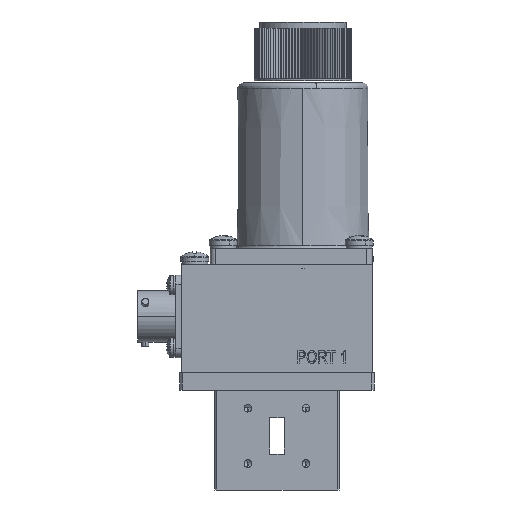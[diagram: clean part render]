
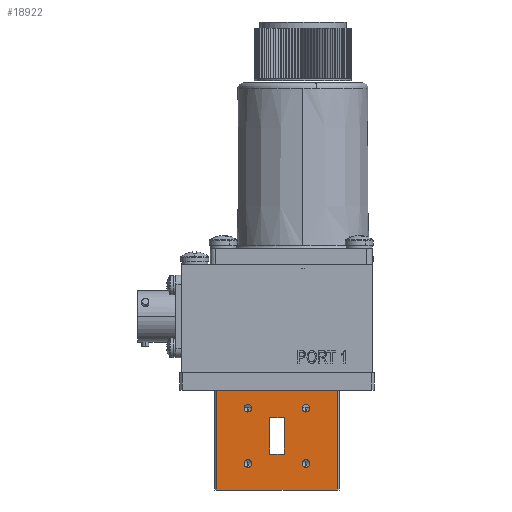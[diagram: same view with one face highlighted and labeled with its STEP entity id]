
A CAD part, left-side view. The second image highlights one B-rep face of the part: STEP entity #18922.
In plain terms, the highlighted planar face has unit normal (-1, 0, 0).
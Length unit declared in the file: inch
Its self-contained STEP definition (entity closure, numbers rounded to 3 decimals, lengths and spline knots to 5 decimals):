
#10011 = VERTEX_POINT ( 'NONE', #35723 ) ;
#10512 = VERTEX_POINT ( 'NONE', #34810 ) ;
#10546 = VERTEX_POINT ( 'NONE', #35879 ) ;
#11386 = VERTEX_POINT ( 'NONE', #35047 ) ;
#12585 = EDGE_LOOP ( 'NONE', ( #42396, #42395 ) ) ;
#12631 = EDGE_LOOP ( 'NONE', ( #41469, #41468, #41466, #41465 ) ) ;
#12632 = EDGE_LOOP ( 'NONE', ( #42394, #42392 ) ) ;
#12633 = EDGE_LOOP ( 'NONE', ( #42391, #42389 ) ) ;
#12634 = EDGE_LOOP ( 'NONE', ( #42387, #42390 ) ) ;
#12815 = EDGE_LOOP ( 'NONE', ( #42385, #42388, #42383, #42381 ) ) ;
#13090 = CIRCLE ( 'NONE', #65956, 0.0445 ) ;
#13269 = CIRCLE ( 'NONE', #65689, 0.0445 ) ;
#14031 = CIRCLE ( 'NONE', #65829, 0.0445 ) ;
#14044 = LINE ( 'NONE', #76268, #14046 ) ;
#14046 = VECTOR ( 'NONE', #76269, 39.37008 ) ;
#14064 = VECTOR ( 'NONE', #76305, 39.37008 ) ;
#14084 = CIRCLE ( 'NONE', #65826, 0.0445 ) ;
#14091 = LINE ( 'NONE', #76299, #14095 ) ;
#14095 = VECTOR ( 'NONE', #76300, 39.37008 ) ;
#14101 = LINE ( 'NONE', #76298, #14064 ) ;
#14104 = LINE ( 'NONE', #76306, #14115 ) ;
#14115 = VECTOR ( 'NONE', #76307, 39.37008 ) ;
#14132 = VECTOR ( 'NONE', #76320, 39.37008 ) ;
#14135 = LINE ( 'NONE', #76319, #14132 ) ;
#14264 = LINE ( 'NONE', #76419, #14274 ) ;
#14274 = VECTOR ( 'NONE', #76423, 39.37008 ) ;
#14352 = LINE ( 'NONE', #76490, #14394 ) ;
#14368 = CIRCLE ( 'NONE', #65887, 0.0445 ) ;
#14387 = CIRCLE ( 'NONE', #65898, 0.0445 ) ;
#14394 = VECTOR ( 'NONE', #76491, 39.37008 ) ;
#14400 = CIRCLE ( 'NONE', #65881, 0.0445 ) ;
#14433 = VECTOR ( 'NONE', #76541, 39.37008 ) ;
#14435 = CIRCLE ( 'NONE', #65907, 0.0445 ) ;
#14456 = LINE ( 'NONE', #76532, #14433 ) ;
#15632 = FACE_BOUND ( 'NONE', #12632, .T. ) ;
#15663 = FACE_BOUND ( 'NONE', #12815, .T. ) ;
#15678 = FACE_BOUND ( 'NONE', #12585, .T. ) ;
#15718 = FACE_OUTER_BOUND ( 'NONE', #12631, .T. ) ;
#15725 = FACE_BOUND ( 'NONE', #12633, .T. ) ;
#15731 = FACE_BOUND ( 'NONE', #12634, .T. ) ;
#17874 = EDGE_CURVE ( 'NONE', #31102, #30976, #13269, .T. ) ;
#18190 = EDGE_CURVE ( 'NONE', #31165, #31016, #14031, .T. ) ;
#18202 = EDGE_CURVE ( 'NONE', #10546, #11386, #14044, .T. ) ;
#18230 = EDGE_CURVE ( 'NONE', #30976, #31102, #14084, .T. ) ;
#18240 = EDGE_CURVE ( 'NONE', #10512, #10011, #14091, .T. ) ;
#18246 = EDGE_CURVE ( 'NONE', #30736, #30987, #14101, .T. ) ;
#18249 = EDGE_CURVE ( 'NONE', #31009, #30958, #14104, .T. ) ;
#18262 = EDGE_CURVE ( 'NONE', #10011, #11386, #14135, .T. ) ;
#18387 = EDGE_CURVE ( 'NONE', #10546, #10512, #14264, .T. ) ;
#18434 = EDGE_CURVE ( 'NONE', #31103, #31006, #14368, .T. ) ;
#18437 = EDGE_CURVE ( 'NONE', #31016, #31165, #14400, .T. ) ;
#18443 = EDGE_CURVE ( 'NONE', #31006, #31103, #14387, .T. ) ;
#18445 = EDGE_CURVE ( 'NONE', #30958, #30736, #14352, .T. ) ;
#18465 = EDGE_CURVE ( 'NONE', #30966, #30996, #14435, .T. ) ;
#18471 = EDGE_CURVE ( 'NONE', #30987, #31009, #14456, .T. ) ;
#18531 = EDGE_CURVE ( 'NONE', #30996, #30966, #13090, .T. ) ;
#18922 = ADVANCED_FACE ( 'NONE', ( #15678, #15632, #15725, #15731, #15663, #15718 ), #71595, .F. ) ;
#30736 = VERTEX_POINT ( 'NONE', #46983 ) ;
#30958 = VERTEX_POINT ( 'NONE', #46729 ) ;
#30966 = VERTEX_POINT ( 'NONE', #46721 ) ;
#30976 = VERTEX_POINT ( 'NONE', #46711 ) ;
#30987 = VERTEX_POINT ( 'NONE', #46746 ) ;
#30996 = VERTEX_POINT ( 'NONE', #46519 ) ;
#31006 = VERTEX_POINT ( 'NONE', #46754 ) ;
#31009 = VERTEX_POINT ( 'NONE', #46526 ) ;
#31016 = VERTEX_POINT ( 'NONE', #46777 ) ;
#31102 = VERTEX_POINT ( 'NONE', #38818 ) ;
#31103 = VERTEX_POINT ( 'NONE', #38813 ) ;
#31165 = VERTEX_POINT ( 'NONE', #38988 ) ;
#34810 = CARTESIAN_POINT ( 'NONE',  ( -0.718, 0.698, 0. ) ) ;
#35047 = CARTESIAN_POINT ( 'NONE',  ( -0.718, -0.698, 1.153 ) ) ;
#35723 = CARTESIAN_POINT ( 'NONE',  ( -0.718, -0.698, 0. ) ) ;
#35879 = CARTESIAN_POINT ( 'NONE',  ( -0.718, 0.698, 1.153 ) ) ;
#38813 = CARTESIAN_POINT ( 'NONE',  ( -0.718, -0.335, 0.9005 ) ) ;
#38818 = CARTESIAN_POINT ( 'NONE',  ( -0.718, 0.335, 0.3495 ) ) ;
#38988 = CARTESIAN_POINT ( 'NONE',  ( -0.718, -0.335, 0.3495 ) ) ;
#41465 = ORIENTED_EDGE ( 'NONE', *, *, #18387, .T. ) ;
#41466 = ORIENTED_EDGE ( 'NONE', *, *, #18202, .F. ) ;
#41468 = ORIENTED_EDGE ( 'NONE', *, *, #18262, .T. ) ;
#41469 = ORIENTED_EDGE ( 'NONE', *, *, #18240, .T. ) ;
#42381 = ORIENTED_EDGE ( 'NONE', *, *, #18249, .F. ) ;
#42383 = ORIENTED_EDGE ( 'NONE', *, *, #18445, .F. ) ;
#42385 = ORIENTED_EDGE ( 'NONE', *, *, #18471, .F. ) ;
#42387 = ORIENTED_EDGE ( 'NONE', *, *, #17874, .F. ) ;
#42388 = ORIENTED_EDGE ( 'NONE', *, *, #18246, .F. ) ;
#42389 = ORIENTED_EDGE ( 'NONE', *, *, #18437, .F. ) ;
#42390 = ORIENTED_EDGE ( 'NONE', *, *, #18230, .F. ) ;
#42391 = ORIENTED_EDGE ( 'NONE', *, *, #18190, .F. ) ;
#42392 = ORIENTED_EDGE ( 'NONE', *, *, #18434, .F. ) ;
#42394 = ORIENTED_EDGE ( 'NONE', *, *, #18443, .F. ) ;
#42395 = ORIENTED_EDGE ( 'NONE', *, *, #18465, .F. ) ;
#42396 = ORIENTED_EDGE ( 'NONE', *, *, #18531, .F. ) ;
#45096 = AXIS2_PLACEMENT_3D ( 'NONE', #71616, #71499, #71497 ) ;
#46519 = CARTESIAN_POINT ( 'NONE',  ( -0.718, 0.335, 0.9895 ) ) ;
#46526 = CARTESIAN_POINT ( 'NONE',  ( -0.718, 0.085, 0.415 ) ) ;
#46711 = CARTESIAN_POINT ( 'NONE',  ( -0.718, 0.335, 0.2605 ) ) ;
#46721 = CARTESIAN_POINT ( 'NONE',  ( -0.718, 0.335, 0.9005 ) ) ;
#46729 = CARTESIAN_POINT ( 'NONE',  ( -0.718, -0.085, 0.415 ) ) ;
#46746 = CARTESIAN_POINT ( 'NONE',  ( -0.718, 0.085, 0.835 ) ) ;
#46754 = CARTESIAN_POINT ( 'NONE',  ( -0.718, -0.335, 0.9895 ) ) ;
#46777 = CARTESIAN_POINT ( 'NONE',  ( -0.718, -0.335, 0.2605 ) ) ;
#46983 = CARTESIAN_POINT ( 'NONE',  ( -0.718, -0.085, 0.835 ) ) ;
#57104 = CARTESIAN_POINT ( 'NONE',  ( -0.718, 0.335, 0.305 ) ) ;
#57110 = DIRECTION ( 'NONE',  ( -1., 0., 0. ) ) ;
#57199 = DIRECTION ( 'NONE',  ( 0., 0., 1. ) ) ;
#65689 = AXIS2_PLACEMENT_3D ( 'NONE', #57104, #57110, #57199 ) ;
#65826 = AXIS2_PLACEMENT_3D ( 'NONE', #76284, #76289, #76290 ) ;
#65829 = AXIS2_PLACEMENT_3D ( 'NONE', #76248, #76257, #76258 ) ;
#65881 = AXIS2_PLACEMENT_3D ( 'NONE', #76477, #76478, #76479 ) ;
#65887 = AXIS2_PLACEMENT_3D ( 'NONE', #76472, #76473, #76474 ) ;
#65898 = AXIS2_PLACEMENT_3D ( 'NONE', #76481, #76488, #76489 ) ;
#65907 = AXIS2_PLACEMENT_3D ( 'NONE', #76526, #76814, #76815 ) ;
#65956 = AXIS2_PLACEMENT_3D ( 'NONE', #76636, #76645, #76646 ) ;
#71497 = DIRECTION ( 'NONE',  ( 0., 1., 0. ) ) ;
#71499 = DIRECTION ( 'NONE',  ( 1., 0., 0. ) ) ;
#71595 = PLANE ( 'NONE',  #45096 ) ;
#71616 = CARTESIAN_POINT ( 'NONE',  ( -0.718, 0.718, 1.153 ) ) ;
#76248 = CARTESIAN_POINT ( 'NONE',  ( -0.718, -0.335, 0.305 ) ) ;
#76257 = DIRECTION ( 'NONE',  ( -1., 0., 0. ) ) ;
#76258 = DIRECTION ( 'NONE',  ( 0., 0., 1. ) ) ;
#76268 = CARTESIAN_POINT ( 'NONE',  ( -0.718, 0.718, 1.153 ) ) ;
#76269 = DIRECTION ( 'NONE',  ( 0., -1., 0. ) ) ;
#76284 = CARTESIAN_POINT ( 'NONE',  ( -0.718, 0.335, 0.305 ) ) ;
#76289 = DIRECTION ( 'NONE',  ( -1., 0., 0. ) ) ;
#76290 = DIRECTION ( 'NONE',  ( 0., 0., 1. ) ) ;
#76298 = CARTESIAN_POINT ( 'NONE',  ( -0.718, 0.085, 0.835 ) ) ;
#76299 = CARTESIAN_POINT ( 'NONE',  ( -0.718, 0.718, 0. ) ) ;
#76300 = DIRECTION ( 'NONE',  ( 0., -1., 0. ) ) ;
#76305 = DIRECTION ( 'NONE',  ( 0., 1., 0. ) ) ;
#76306 = CARTESIAN_POINT ( 'NONE',  ( -0.718, 0.085, 0.415 ) ) ;
#76307 = DIRECTION ( 'NONE',  ( 0., -1., 0. ) ) ;
#76319 = CARTESIAN_POINT ( 'NONE',  ( -0.718, -0.698, 1.153 ) ) ;
#76320 = DIRECTION ( 'NONE',  ( 0., 0., 1. ) ) ;
#76419 = CARTESIAN_POINT ( 'NONE',  ( -0.718, 0.698, 1.153 ) ) ;
#76423 = DIRECTION ( 'NONE',  ( 0., 0., -1. ) ) ;
#76472 = CARTESIAN_POINT ( 'NONE',  ( -0.718, -0.335, 0.945 ) ) ;
#76473 = DIRECTION ( 'NONE',  ( -1., 0., 0. ) ) ;
#76474 = DIRECTION ( 'NONE',  ( 0., 0., 1. ) ) ;
#76477 = CARTESIAN_POINT ( 'NONE',  ( -0.718, -0.335, 0.305 ) ) ;
#76478 = DIRECTION ( 'NONE',  ( -1., 0., 0. ) ) ;
#76479 = DIRECTION ( 'NONE',  ( 0., 0., 1. ) ) ;
#76481 = CARTESIAN_POINT ( 'NONE',  ( -0.718, -0.335, 0.945 ) ) ;
#76488 = DIRECTION ( 'NONE',  ( -1., 0., 0. ) ) ;
#76489 = DIRECTION ( 'NONE',  ( 0., 0., 1. ) ) ;
#76490 = CARTESIAN_POINT ( 'NONE',  ( -0.718, -0.085, 0.835 ) ) ;
#76491 = DIRECTION ( 'NONE',  ( 0., 0., 1. ) ) ;
#76526 = CARTESIAN_POINT ( 'NONE',  ( -0.718, 0.335, 0.945 ) ) ;
#76532 = CARTESIAN_POINT ( 'NONE',  ( -0.718, 0.085, 0.835 ) ) ;
#76541 = DIRECTION ( 'NONE',  ( 0., 0., -1. ) ) ;
#76636 = CARTESIAN_POINT ( 'NONE',  ( -0.718, 0.335, 0.945 ) ) ;
#76645 = DIRECTION ( 'NONE',  ( -1., 0., 0. ) ) ;
#76646 = DIRECTION ( 'NONE',  ( 0., 0., 1. ) ) ;
#76814 = DIRECTION ( 'NONE',  ( -1., 0., 0. ) ) ;
#76815 = DIRECTION ( 'NONE',  ( 0., 0., 1. ) ) ;
